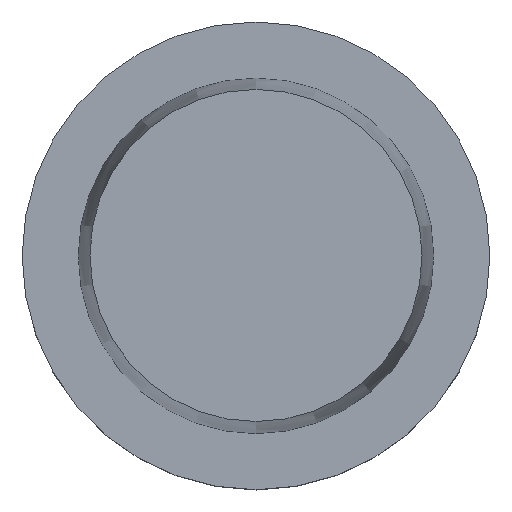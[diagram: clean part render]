
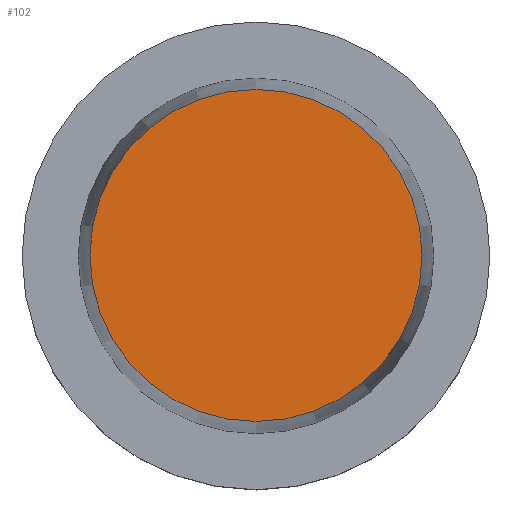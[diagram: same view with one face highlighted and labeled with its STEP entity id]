
A CAD part, top view. The second image highlights one B-rep face of the part: STEP entity #102.
In plain terms, the highlighted planar face has unit normal (0, 0, 1).
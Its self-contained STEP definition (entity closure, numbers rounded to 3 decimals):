
#102=ADVANCED_FACE('Unnamed[1]',(#251),#252,.T.);
#145=EDGE_CURVE('Unnamed[1]',#318,#318,#319,.T.);
#251=FACE_OUTER_BOUND('',#458,.T.);
#252=PLANE('',#459);
#318=VERTEX_POINT('',#540);
#319=CIRCLE('',#541,35.5);
#458=EDGE_LOOP('',(#685));
#459=AXIS2_PLACEMENT_3D('',#686,#687,#688);
#540=CARTESIAN_POINT('',(0.,35.5,50.0));
#541=AXIS2_PLACEMENT_3D('',#761,#762,#763);
#685=ORIENTED_EDGE('',*,*,#145,.F.);
#686=CARTESIAN_POINT('',(0.,17.75,50.0));
#687=DIRECTION('',(0.,0.,1.0));
#688=DIRECTION('',(0.,-1.0,0.));
#761=CARTESIAN_POINT('',(0.,0.,50.0));
#762=DIRECTION('',(0.,0.,-1.0));
#763=DIRECTION('',(0.,1.0,0.));
